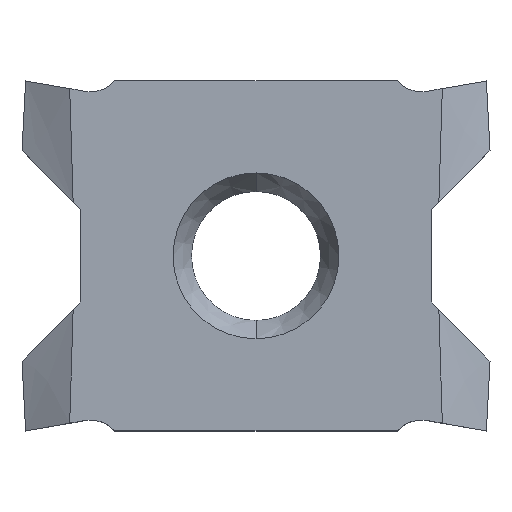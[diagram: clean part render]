
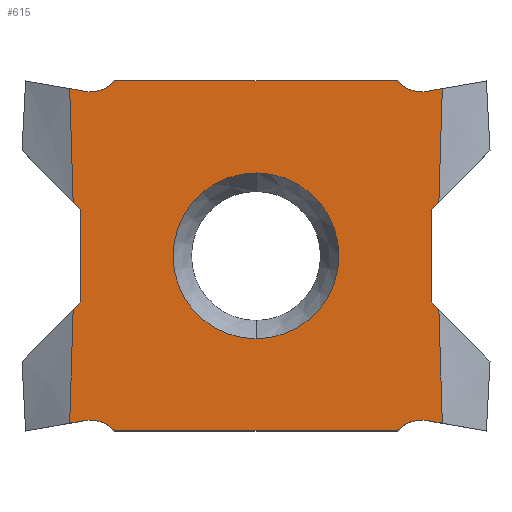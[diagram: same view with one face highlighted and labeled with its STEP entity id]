
A CAD part, top view. The second image highlights one B-rep face of the part: STEP entity #615.
In plain terms, the highlighted planar face has unit normal (0, 0, 1).
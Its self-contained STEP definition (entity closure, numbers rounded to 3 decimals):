
#50=CARTESIAN_POINT('',(-4.75,1.25,1.8));
#51=VERTEX_POINT('',#50);
#58=CARTESIAN_POINT('',(-4.962,1.462,1.8));
#59=VERTEX_POINT('',#58);
#60=CARTESIAN_POINT('',(-6.347,2.847,1.8));
#61=DIRECTION('',(0.707,-0.707,0.0));
#62=VECTOR('',#61,1.0);
#63=LINE('',#60,#62);
#64=EDGE_CURVE('n� 2467',#59,#51,#63,.T.);
#402=CARTESIAN_POINT('',(-3.827,4.75,1.8));
#403=VERTEX_POINT('',#402);
#411=CARTESIAN_POINT('',(-4.65,4.468,1.8));
#412=VERTEX_POINT('',#411);
#419=CARTESIAN_POINT('',(-4.494,5.354,1.8));
#420=DIRECTION('',(0.0,0.0,1.0));
#421=DIRECTION('',(1.0,0.0,0.0));
#422=AXIS2_PLACEMENT_3D('',#419,#420,#421);
#423=CIRCLE('',#422,0.9);
#424=EDGE_CURVE('n� 2715',#412,#403,#423,.T.);
#434=CARTESIAN_POINT('',(-2.25,0.0,1.8));
#435=VERTEX_POINT('',#434);
#436=CARTESIAN_POINT('',(0.0,2.25,1.8));
#437=VERTEX_POINT('',#436);
#438=CARTESIAN_POINT('',(0.0,0.0,1.8));
#439=DIRECTION('',(0.0,0.0,-1.0));
#440=DIRECTION('',(-1.0,0.0,0.0));
#441=AXIS2_PLACEMENT_3D('',#438,#439,#440);
#442=CIRCLE('',#441,2.25);
#443=EDGE_CURVE('n� 2726',#435,#437,#442,.T.);
#444=ORIENTED_EDGE('',*,*,#443,.T.);
#445=CARTESIAN_POINT('',(0.0,-2.25,1.8));
#446=VERTEX_POINT('',#445);
#447=CARTESIAN_POINT('',(0.0,0.0,1.8));
#448=DIRECTION('',(0.0,0.0,-1.0));
#449=DIRECTION('',(-1.0,0.0,0.0));
#450=AXIS2_PLACEMENT_3D('',#447,#448,#449);
#451=CIRCLE('',#450,2.25);
#452=EDGE_CURVE('n� 2732',#437,#446,#451,.T.);
#453=ORIENTED_EDGE('',*,*,#452,.T.);
#454=CARTESIAN_POINT('',(0.0,0.0,1.8));
#455=DIRECTION('',(0.0,0.0,-1.0));
#456=DIRECTION('',(-1.0,0.0,0.0));
#457=AXIS2_PLACEMENT_3D('',#454,#455,#456);
#458=CIRCLE('',#457,2.25);
#459=EDGE_CURVE('n� 2736',#446,#435,#458,.T.);
#460=ORIENTED_EDGE('',*,*,#459,.T.);
#461=EDGE_LOOP('',(#444,#453,#460));
#462=FACE_BOUND('',#461,.T.);
#463=CARTESIAN_POINT('',(-4.75,-1.25,1.8));
#464=VERTEX_POINT('',#463);
#465=CARTESIAN_POINT('',(-4.75,-5.354,1.8));
#466=DIRECTION('',(0.0,-1.0,0.0));
#467=VECTOR('',#466,1.0);
#468=LINE('',#465,#467);
#469=EDGE_CURVE('n� 2743',#51,#464,#468,.T.);
#470=ORIENTED_EDGE('',*,*,#469,.T.);
#471=CARTESIAN_POINT('',(-4.962,-1.462,1.8));
#472=VERTEX_POINT('',#471);
#473=CARTESIAN_POINT('',(-2.18,1.32,1.8));
#474=DIRECTION('',(0.707,0.707,0.0));
#475=VECTOR('',#474,1.0);
#476=LINE('',#473,#475);
#477=EDGE_CURVE('n� 2749',#472,#464,#476,.T.);
#478=ORIENTED_EDGE('',*,*,#477,.F.);
#479=CARTESIAN_POINT('',(-5.056,-4.539,1.8));
#480=VERTEX_POINT('',#479);
#481=CARTESIAN_POINT('',(-4.914,0.1,1.8));
#482=DIRECTION('',(-0.031,-1.,0.0));
#483=VECTOR('',#482,1.0);
#484=LINE('',#481,#483);
#485=EDGE_CURVE('n� 2755',#472,#480,#484,.T.);
#486=ORIENTED_EDGE('',*,*,#485,.T.);
#487=CARTESIAN_POINT('',(-4.65,-4.468,1.8));
#488=VERTEX_POINT('',#487);
#489=CARTESIAN_POINT('',(4.066,-2.931,1.8));
#490=DIRECTION('',(0.985,0.174,0.0));
#491=VECTOR('',#490,1.0);
#492=LINE('',#489,#491);
#493=EDGE_CURVE('n� 2761',#480,#488,#492,.T.);
#494=ORIENTED_EDGE('',*,*,#493,.T.);
#495=CARTESIAN_POINT('',(-3.827,-4.75,1.8));
#496=VERTEX_POINT('',#495);
#497=CARTESIAN_POINT('',(-4.494,-5.354,1.8));
#498=DIRECTION('',(0.0,0.0,-1.0));
#499=DIRECTION('',(1.0,0.0,0.0));
#500=AXIS2_PLACEMENT_3D('',#497,#498,#499);
#501=CIRCLE('',#500,0.9);
#502=EDGE_CURVE('n� 2767',#488,#496,#501,.T.);
#503=ORIENTED_EDGE('',*,*,#502,.T.);
#504=CARTESIAN_POINT('',(3.827,-4.75,1.8));
#505=VERTEX_POINT('',#504);
#506=CARTESIAN_POINT('',(4.494,-4.75,1.8));
#507=DIRECTION('',(1.0,0.0,0.0));
#508=VECTOR('',#507,1.0);
#509=LINE('',#506,#508);
#510=EDGE_CURVE('n� 2773',#496,#505,#509,.T.);
#511=ORIENTED_EDGE('',*,*,#510,.T.);
#512=CARTESIAN_POINT('',(4.65,-4.468,1.8));
#513=VERTEX_POINT('',#512);
#514=CARTESIAN_POINT('',(4.494,-5.354,1.8));
#515=DIRECTION('',(0.0,0.0,1.0));
#516=DIRECTION('',(1.0,0.0,0.0));
#517=AXIS2_PLACEMENT_3D('',#514,#515,#516);
#518=CIRCLE('',#517,0.9);
#519=EDGE_CURVE('n� 2779',#513,#505,#518,.T.);
#520=ORIENTED_EDGE('',*,*,#519,.F.);
#521=CARTESIAN_POINT('',(5.056,-4.539,1.8));
#522=VERTEX_POINT('',#521);
#523=CARTESIAN_POINT('',(6.25,-4.75,1.8));
#524=DIRECTION('',(-0.985,0.174,0.0));
#525=VECTOR('',#524,1.0);
#526=LINE('',#523,#525);
#527=EDGE_CURVE('n� 2785',#522,#513,#526,.T.);
#528=ORIENTED_EDGE('',*,*,#527,.F.);
#529=CARTESIAN_POINT('',(4.962,-1.462,1.8));
#530=VERTEX_POINT('',#529);
#531=CARTESIAN_POINT('',(5.08,-5.336,1.8));
#532=DIRECTION('',(0.031,-1.,0.0));
#533=VECTOR('',#532,1.0);
#534=LINE('',#531,#533);
#535=EDGE_CURVE('n� 2791',#530,#522,#534,.T.);
#536=ORIENTED_EDGE('',*,*,#535,.F.);
#537=CARTESIAN_POINT('',(4.75,-1.25,1.8));
#538=VERTEX_POINT('',#537);
#539=CARTESIAN_POINT('',(6.347,-2.847,1.8));
#540=DIRECTION('',(-0.707,0.707,0.0));
#541=VECTOR('',#540,1.0);
#542=LINE('',#539,#541);
#543=EDGE_CURVE('n� 2797',#530,#538,#542,.T.);
#544=ORIENTED_EDGE('',*,*,#543,.T.);
#545=CARTESIAN_POINT('',(4.75,1.25,1.8));
#546=VERTEX_POINT('',#545);
#547=CARTESIAN_POINT('',(4.75,1.25,1.8));
#548=DIRECTION('',(0.0,-1.0,0.0));
#549=VECTOR('',#548,1.0);
#550=LINE('',#547,#549);
#551=EDGE_CURVE('n� 2803',#546,#538,#550,.T.);
#552=ORIENTED_EDGE('',*,*,#551,.F.);
#553=CARTESIAN_POINT('',(4.962,1.462,1.8));
#554=VERTEX_POINT('',#553);
#555=CARTESIAN_POINT('',(1.32,-2.18,1.8));
#556=DIRECTION('',(-0.707,-0.707,0.0));
#557=VECTOR('',#556,1.0);
#558=LINE('',#555,#557);
#559=EDGE_CURVE('n� 2809',#554,#546,#558,.T.);
#560=ORIENTED_EDGE('',*,*,#559,.F.);
#561=CARTESIAN_POINT('',(5.056,4.539,1.8));
#562=VERTEX_POINT('',#561);
#563=CARTESIAN_POINT('',(4.914,-0.1,1.8));
#564=DIRECTION('',(0.031,1.,0.0));
#565=VECTOR('',#564,1.0);
#566=LINE('',#563,#565);
#567=EDGE_CURVE('n� 2815',#554,#562,#566,.T.);
#568=ORIENTED_EDGE('',*,*,#567,.T.);
#569=CARTESIAN_POINT('',(4.65,4.468,1.8));
#570=VERTEX_POINT('',#569);
#571=CARTESIAN_POINT('',(2.819,4.145,1.8));
#572=DIRECTION('',(-0.985,-0.174,0.0));
#573=VECTOR('',#572,1.0);
#574=LINE('',#571,#573);
#575=EDGE_CURVE('n� 2821',#562,#570,#574,.T.);
#576=ORIENTED_EDGE('',*,*,#575,.T.);
#577=CARTESIAN_POINT('',(3.827,4.75,1.8));
#578=VERTEX_POINT('',#577);
#579=CARTESIAN_POINT('',(4.494,5.354,1.8));
#580=DIRECTION('',(0.0,0.0,-1.0));
#581=DIRECTION('',(1.0,0.0,0.0));
#582=AXIS2_PLACEMENT_3D('',#579,#580,#581);
#583=CIRCLE('',#582,0.9);
#584=EDGE_CURVE('n� 2827',#570,#578,#583,.T.);
#585=ORIENTED_EDGE('',*,*,#584,.T.);
#586=CARTESIAN_POINT('',(4.494,4.75,1.8));
#587=DIRECTION('',(-1.0,0.0,0.0));
#588=VECTOR('',#587,1.0);
#589=LINE('',#586,#588);
#590=EDGE_CURVE('n� 2831',#578,#403,#589,.T.);
#591=ORIENTED_EDGE('',*,*,#590,.T.);
#592=ORIENTED_EDGE('',*,*,#424,.F.);
#593=CARTESIAN_POINT('',(-5.056,4.539,1.8));
#594=VERTEX_POINT('',#593);
#595=CARTESIAN_POINT('',(-6.25,4.75,1.8));
#596=DIRECTION('',(0.985,-0.174,0.0));
#597=VECTOR('',#596,1.0);
#598=LINE('',#595,#597);
#599=EDGE_CURVE('n� 2839',#594,#412,#598,.T.);
#600=ORIENTED_EDGE('',*,*,#599,.F.);
#601=CARTESIAN_POINT('',(-4.745,-5.636,1.8));
#602=DIRECTION('',(-0.031,1.,0.0));
#603=VECTOR('',#602,1.0);
#604=LINE('',#601,#603);
#605=EDGE_CURVE('n� 2843',#59,#594,#604,.T.);
#606=ORIENTED_EDGE('',*,*,#605,.F.);
#607=ORIENTED_EDGE('',*,*,#64,.T.);
#608=EDGE_LOOP('',(
    #470,#478,#486,#494,#503,#511,#520,#528,#536,#544,
    #552,#560,#568,#576,#585,#591,#592,#600,#606,#607));
#609=FACE_OUTER_BOUND('',#608,.T.);
#610=CARTESIAN_POINT('',(4.494,-5.354,1.8));
#611=DIRECTION('',(0.0,0.0,1.0));
#612=DIRECTION('',(-1.0,0.0,0.0));
#613=AXIS2_PLACEMENT_3D('',#610,#611,#612);
#614=PLANE('',#613);
#615=ADVANCED_FACE('n� 2717',(#462,#609),#614,.T.);
